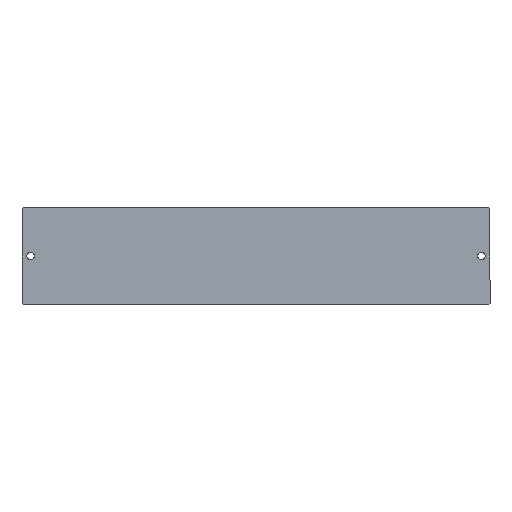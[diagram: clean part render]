
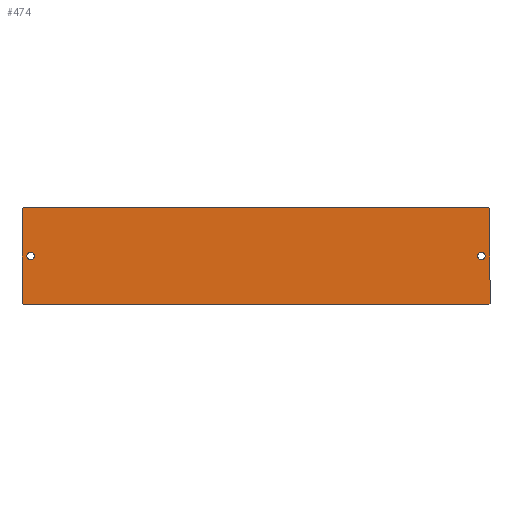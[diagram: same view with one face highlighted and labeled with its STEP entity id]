
A CAD part, top view. The second image highlights one B-rep face of the part: STEP entity #474.
In plain terms, the highlighted planar face has unit normal (0, 0, 1).
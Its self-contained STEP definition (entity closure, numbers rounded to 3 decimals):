
#6 = DIRECTION ( 'NONE',  ( 0.707, -0.707, 0. ) ) ;
#20 = CARTESIAN_POINT ( 'NONE',  ( -81.5, -17., 0.76 ) ) ;
#23 = LINE ( 'NONE', #20, #442 ) ;
#25 = DIRECTION ( 'NONE',  ( 1., 0., 0. ) ) ;
#65 = CARTESIAN_POINT ( 'NONE',  ( -81., -17., 0.76 ) ) ;
#67 = CARTESIAN_POINT ( 'NONE',  ( -79.8, 0., 0.76 ) ) ;
#68 = CARTESIAN_POINT ( 'NONE',  ( 79.8, 0., 0.76 ) ) ;
#72 = CARTESIAN_POINT ( 'NONE',  ( -77.2, 0., 0.76 ) ) ;
#73 = VERTEX_POINT ( 'NONE', #65 ) ;
#74 = VERTEX_POINT ( 'NONE', #82 ) ;
#75 = CARTESIAN_POINT ( 'NONE',  ( -81., 17., 0.76 ) ) ;
#77 = CARTESIAN_POINT ( 'NONE',  ( 81.5, -16.5, 0.76 ) ) ;
#78 = CARTESIAN_POINT ( 'NONE',  ( -81.5, -16.5, 0.76 ) ) ;
#81 = VERTEX_POINT ( 'NONE', #83 ) ;
#82 = CARTESIAN_POINT ( 'NONE',  ( 81., -17., 0.76 ) ) ;
#83 = CARTESIAN_POINT ( 'NONE',  ( 77.2, 0., 0.76 ) ) ;
#85 = CARTESIAN_POINT ( 'NONE',  ( -81.5, 16.5, 0.76 ) ) ;
#87 = VERTEX_POINT ( 'NONE', #95 ) ;
#91 = CARTESIAN_POINT ( 'NONE',  ( 81., 17., 0.76 ) ) ;
#95 = CARTESIAN_POINT ( 'NONE',  ( 81.5, 16.5, 0.76 ) ) ;
#136 = DIRECTION ( 'NONE',  ( 0., 0., 1. ) ) ;
#139 = DIRECTION ( 'NONE',  ( 1., 0., 0. ) ) ;
#141 = LINE ( 'NONE', #142, #404 ) ;
#142 = CARTESIAN_POINT ( 'NONE',  ( -81.5, 17., 0.76 ) ) ;
#143 = CARTESIAN_POINT ( 'NONE',  ( -78.5, 0., 0.76 ) ) ;
#147 = CARTESIAN_POINT ( 'NONE',  ( 81.5, 17., 0.76 ) ) ;
#148 = DIRECTION ( 'NONE',  ( 0., -1., 0. ) ) ;
#156 = LINE ( 'NONE', #147, #432 ) ;
#158 = FACE_BOUND ( 'NONE', #300, .T. ) ;
#160 = DIRECTION ( 'NONE',  ( -1., 0., 0. ) ) ;
#163 = CARTESIAN_POINT ( 'NONE',  ( -81.5, 17., 0.76 ) ) ;
#165 = CARTESIAN_POINT ( 'NONE',  ( 78.5, 0., 0.76 ) ) ;
#166 = DIRECTION ( 'NONE',  ( 0., 0., 1. ) ) ;
#169 = CARTESIAN_POINT ( 'NONE',  ( -81.5, -17., 0.76 ) ) ;
#171 = DIRECTION ( 'NONE',  ( 0., 0., 1. ) ) ;
#177 = PLANE ( 'NONE',  #396 ) ;
#184 = FACE_OUTER_BOUND ( 'NONE', #309, .T. ) ;
#186 = DIRECTION ( 'NONE',  ( 0., 1., 0. ) ) ;
#187 = LINE ( 'NONE', #163, #412 ) ;
#189 = DIRECTION ( 'NONE',  ( 1., 0., 0. ) ) ;
#191 = FACE_BOUND ( 'NONE', #313, .T. ) ;
#221 = LINE ( 'NONE', #229, #397 ) ;
#222 = DIRECTION ( 'NONE',  ( 0., 0., 1. ) ) ;
#227 = CARTESIAN_POINT ( 'NONE',  ( 78.5, 0., 0.76 ) ) ;
#228 = DIRECTION ( 'NONE',  ( 1., 0., 0. ) ) ;
#229 = CARTESIAN_POINT ( 'NONE',  ( 16.75, 81.25, 0.76 ) ) ;
#231 = DIRECTION ( 'NONE',  ( 1., 0., 0. ) ) ;
#232 = DIRECTION ( 'NONE',  ( -0.707, 0.707, 0. ) ) ;
#237 = LINE ( 'NONE', #242, #426 ) ;
#238 = CARTESIAN_POINT ( 'NONE',  ( -78.5, 0., 0.76 ) ) ;
#242 = CARTESIAN_POINT ( 'NONE',  ( -81.25, -16.75, 0.76 ) ) ;
#243 = LINE ( 'NONE', #249, #410 ) ;
#245 = DIRECTION ( 'NONE',  ( 0.707, 0.707, 0. ) ) ;
#248 = DIRECTION ( 'NONE',  ( 0., 0., 1. ) ) ;
#249 = CARTESIAN_POINT ( 'NONE',  ( -0.25, -98.25, 0.76 ) ) ;
#250 = DIRECTION ( 'NONE',  ( 1., 0., 0. ) ) ;
#256 = DIRECTION ( 'NONE',  ( -0.707, -0.707, 0. ) ) ;
#257 = CARTESIAN_POINT ( 'NONE',  ( -98.25, -0.25, 0.76 ) ) ;
#261 = LINE ( 'NONE', #257, #437 ) ;
#285 = ORIENTED_EDGE ( 'NONE', *, *, #513, .T. ) ;
#287 = ORIENTED_EDGE ( 'NONE', *, *, #501, .T. ) ;
#291 = ORIENTED_EDGE ( 'NONE', *, *, #477, .F. ) ;
#295 = ORIENTED_EDGE ( 'NONE', *, *, #490, .F. ) ;
#296 = ORIENTED_EDGE ( 'NONE', *, *, #476, .T. ) ;
#298 = ORIENTED_EDGE ( 'NONE', *, *, #468, .T. ) ;
#300 = EDGE_LOOP ( 'NONE', ( #368, #364 ) ) ;
#309 = EDGE_LOOP ( 'NONE', ( #298, #359, #296, #363, #358, #370, #285, #287 ) ) ;
#313 = EDGE_LOOP ( 'NONE', ( #291, #295 ) ) ;
#319 = VERTEX_POINT ( 'NONE', #78 ) ;
#320 = VERTEX_POINT ( 'NONE', #68 ) ;
#326 = VERTEX_POINT ( 'NONE', #85 ) ;
#329 = VERTEX_POINT ( 'NONE', #75 ) ;
#331 = VERTEX_POINT ( 'NONE', #72 ) ;
#334 = VERTEX_POINT ( 'NONE', #67 ) ;
#335 = VERTEX_POINT ( 'NONE', #77 ) ;
#336 = VERTEX_POINT ( 'NONE', #91 ) ;
#358 = ORIENTED_EDGE ( 'NONE', *, *, #466, .T. ) ;
#359 = ORIENTED_EDGE ( 'NONE', *, *, #480, .T. ) ;
#363 = ORIENTED_EDGE ( 'NONE', *, *, #504, .T. ) ;
#364 = ORIENTED_EDGE ( 'NONE', *, *, #465, .F. ) ;
#368 = ORIENTED_EDGE ( 'NONE', *, *, #497, .F. ) ;
#370 = ORIENTED_EDGE ( 'NONE', *, *, #506, .T. ) ;
#387 = CIRCLE ( 'NONE', #391, 1.3 ) ;
#391 = AXIS2_PLACEMENT_3D ( 'NONE', #143, #136, #139 ) ;
#395 = AXIS2_PLACEMENT_3D ( 'NONE', #238, #248, #250 ) ;
#396 = AXIS2_PLACEMENT_3D ( 'NONE', #169, #171, #189 ) ;
#397 = VECTOR ( 'NONE', #232, 1000. ) ;
#404 = VECTOR ( 'NONE', #148, 1000. ) ;
#407 = CIRCLE ( 'NONE', #395, 1.3 ) ;
#410 = VECTOR ( 'NONE', #245, 1000. ) ;
#412 = VECTOR ( 'NONE', #160, 1000. ) ;
#418 = AXIS2_PLACEMENT_3D ( 'NONE', #227, #222, #228 ) ;
#419 = CIRCLE ( 'NONE', #418, 1.3 ) ;
#422 = AXIS2_PLACEMENT_3D ( 'NONE', #165, #166, #231 ) ;
#426 = VECTOR ( 'NONE', #6, 1000. ) ;
#432 = VECTOR ( 'NONE', #186, 1000. ) ;
#435 = CIRCLE ( 'NONE', #422, 1.3 ) ;
#437 = VECTOR ( 'NONE', #256, 1000. ) ;
#442 = VECTOR ( 'NONE', #25, 1000. ) ;
#465 = EDGE_CURVE ( 'NONE', #334, #331, #387, .T. ) ;
#466 = EDGE_CURVE ( 'NONE', #326, #319, #141, .T. ) ;
#468 = EDGE_CURVE ( 'NONE', #335, #87, #156, .T. ) ;
#474 = ADVANCED_FACE ( 'NONE', ( #158, #191, #184 ), #177, .T. ) ;
#476 = EDGE_CURVE ( 'NONE', #336, #329, #187, .T. ) ;
#477 = EDGE_CURVE ( 'NONE', #320, #81, #435, .T. ) ;
#480 = EDGE_CURVE ( 'NONE', #87, #336, #221, .T. ) ;
#490 = EDGE_CURVE ( 'NONE', #81, #320, #419, .T. ) ;
#497 = EDGE_CURVE ( 'NONE', #331, #334, #407, .T. ) ;
#501 = EDGE_CURVE ( 'NONE', #74, #335, #243, .T. ) ;
#504 = EDGE_CURVE ( 'NONE', #329, #326, #261, .T. ) ;
#506 = EDGE_CURVE ( 'NONE', #319, #73, #237, .T. ) ;
#513 = EDGE_CURVE ( 'NONE', #73, #74, #23, .T. ) ;
